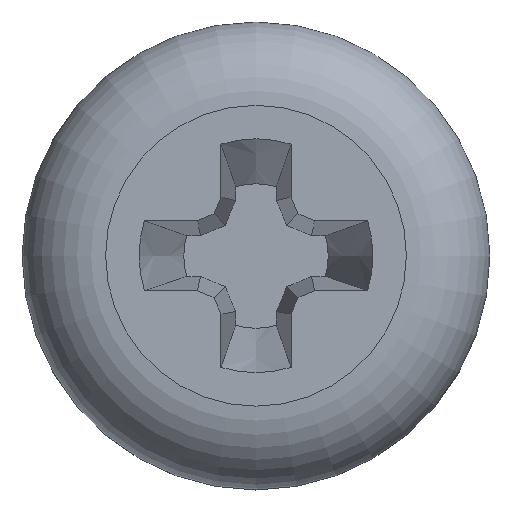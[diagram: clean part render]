
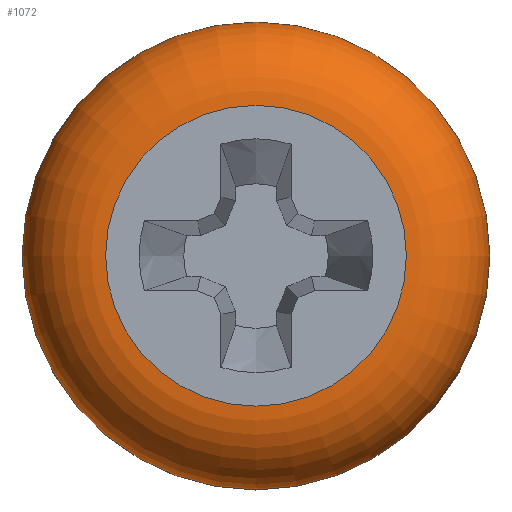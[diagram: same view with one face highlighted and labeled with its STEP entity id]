
A CAD part, top view. The second image highlights one B-rep face of the part: STEP entity #1072.
In plain terms, the highlighted toroidal (fillet/blend) face has major radius 1.607 mm and minor radius 0.892 mm.
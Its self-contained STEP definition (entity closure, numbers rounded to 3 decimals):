
#39=TOROIDAL_SURFACE('',#1160,1.608,0.893);
#115=FACE_OUTER_BOUND('',#173,.T.);
#173=EDGE_LOOP('',(#807,#808,#809,#810,#811,#812,#813));
#213=CIRCLE('',#1161,2.5);
#214=CIRCLE('',#1162,2.5);
#215=CIRCLE('',#1163,0.893);
#216=CIRCLE('',#1164,1.608);
#217=CIRCLE('',#1165,1.608);
#218=CIRCLE('',#1166,2.5);
#471=VERTEX_POINT('',#4282);
#472=VERTEX_POINT('',#4283);
#473=VERTEX_POINT('',#4285);
#474=VERTEX_POINT('',#4287);
#475=VERTEX_POINT('',#4289);
#612=EDGE_CURVE('',#471,#472,#213,.T.);
#613=EDGE_CURVE('',#473,#471,#214,.T.);
#614=EDGE_CURVE('',#473,#474,#215,.T.);
#615=EDGE_CURVE('',#474,#475,#216,.T.);
#616=EDGE_CURVE('',#475,#474,#217,.T.);
#617=EDGE_CURVE('',#472,#473,#218,.T.);
#807=ORIENTED_EDGE('',*,*,#612,.F.);
#808=ORIENTED_EDGE('',*,*,#613,.F.);
#809=ORIENTED_EDGE('',*,*,#614,.T.);
#810=ORIENTED_EDGE('',*,*,#615,.T.);
#811=ORIENTED_EDGE('',*,*,#616,.T.);
#812=ORIENTED_EDGE('',*,*,#614,.F.);
#813=ORIENTED_EDGE('',*,*,#617,.F.);
#1072=ADVANCED_FACE('',(#115),#39,.T.);
#1160=AXIS2_PLACEMENT_3D('',#4281,#1310,#1311);
#1161=AXIS2_PLACEMENT_3D('',#4284,#1312,#1313);
#1162=AXIS2_PLACEMENT_3D('',#4286,#1314,#1315);
#1163=AXIS2_PLACEMENT_3D('',#4288,#1316,#1317);
#1164=AXIS2_PLACEMENT_3D('',#4290,#1318,#1319);
#1165=AXIS2_PLACEMENT_3D('',#4291,#1320,#1321);
#1166=AXIS2_PLACEMENT_3D('',#4292,#1322,#1323);
#1310=DIRECTION('center_axis',(0.,0.,-1.));
#1311=DIRECTION('ref_axis',(0.,1.,0.));
#1312=DIRECTION('center_axis',(0.,0.,-1.));
#1313=DIRECTION('ref_axis',(0.,1.,0.));
#1314=DIRECTION('center_axis',(0.,0.,-1.));
#1315=DIRECTION('ref_axis',(0.,1.,0.));
#1316=DIRECTION('center_axis',(-1.,0.,0.));
#1317=DIRECTION('ref_axis',(0.,-1.,0.));
#1318=DIRECTION('center_axis',(0.,0.,-1.));
#1319=DIRECTION('ref_axis',(0.,1.,0.));
#1320=DIRECTION('center_axis',(0.,0.,-1.));
#1321=DIRECTION('ref_axis',(0.,1.,0.));
#1322=DIRECTION('center_axis',(0.,0.,-1.));
#1323=DIRECTION('ref_axis',(0.,1.,0.));
#4281=CARTESIAN_POINT('Origin',(0.,0.,1.208));
#4282=CARTESIAN_POINT('',(-2.5,0.,1.208));
#4283=CARTESIAN_POINT('',(2.5,0.,1.208));
#4284=CARTESIAN_POINT('Origin',(0.,0.,1.208));
#4285=CARTESIAN_POINT('',(0.,-2.5,1.208));
#4286=CARTESIAN_POINT('Origin',(0.,0.,1.208));
#4287=CARTESIAN_POINT('',(0.,-1.608,2.1));
#4288=CARTESIAN_POINT('Origin',(0.,-1.608,1.208));
#4289=CARTESIAN_POINT('',(0.,1.608,2.1));
#4290=CARTESIAN_POINT('Origin',(0.,0.,2.1));
#4291=CARTESIAN_POINT('Origin',(0.,0.,2.1));
#4292=CARTESIAN_POINT('Origin',(0.,0.,1.208));
